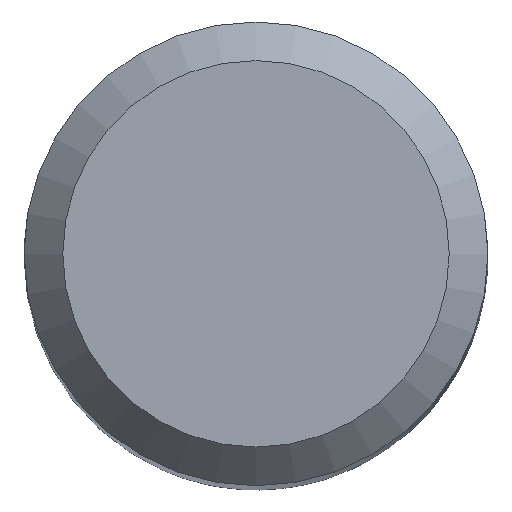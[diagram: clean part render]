
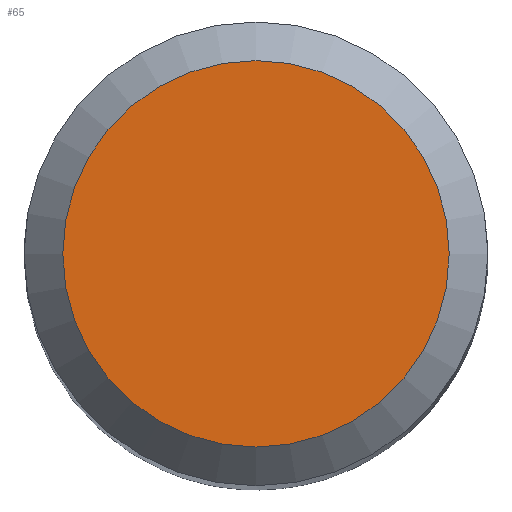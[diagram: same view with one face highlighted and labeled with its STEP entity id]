
A CAD part, top view. The second image highlights one B-rep face of the part: STEP entity #65.
In plain terms, the highlighted planar face has unit normal (0, 0, 1).
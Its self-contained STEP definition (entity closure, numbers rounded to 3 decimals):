
#47=PLANE('',#479);
#65=ADVANCED_FACE('',(#93),#47,.F.);
#93=FACE_OUTER_BOUND('',#118,.T.);
#118=EDGE_LOOP('',(#204));
#138=CIRCLE('',#476,5.);
#204=ORIENTED_EDGE('',*,*,#359,.T.);
#315=VERTEX_POINT('',#675);
#359=EDGE_CURVE('',#315,#315,#138,.T.);
#476=AXIS2_PLACEMENT_3D('',#674,#514,#515);
#479=AXIS2_PLACEMENT_3D('',#800,#523,#524);
#514=DIRECTION('',(0.,0.,1.));
#515=DIRECTION('',(-1.,0.,0.));
#523=DIRECTION('',(0.,0.,-1.));
#524=DIRECTION('',(1.,0.,0.));
#674=CARTESIAN_POINT('',(0.,0.,0.));
#675=CARTESIAN_POINT('',(-5.,0.,0.));
#800=CARTESIAN_POINT('',(0.,0.,0.));
